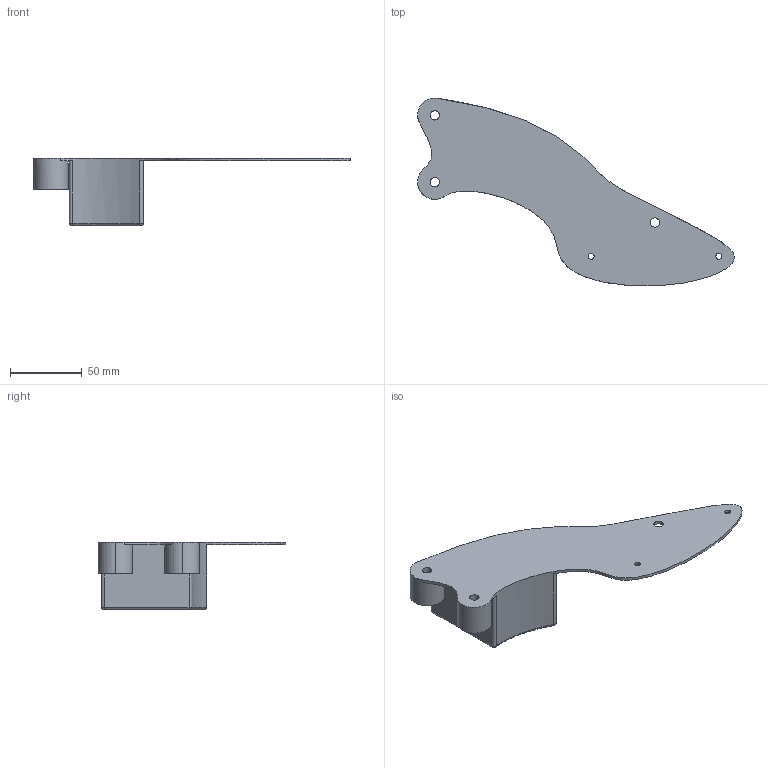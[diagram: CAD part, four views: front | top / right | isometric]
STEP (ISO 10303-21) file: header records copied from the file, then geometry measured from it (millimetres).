
FILE_DESCRIPTION (( 'STEP AP214' ), '1' );
FILE_NAME ('krypton_bracket2.STEP', '2023-06-23T19:14:06', ( '' ), ( '' ), 'SwSTEP 2.0', 'SolidWorks 2022', '' );
FILE_SCHEMA (( 'AUTOMOTIVE_DESIGN' ));
Length unit declared in the file: millimetre
Products named in the file (1): krypton_bracket2
Bounding box: 220.88 x 130.94 x 47.3 mm (x, y, z)
Volume: 155816.1 mm3; surface area: 40634.5 mm2
Topology: 1 solids, 1 shells, 36 faces, 95 edges, 58 vertices
Faces by surface type: cylinder 20, plane 8, bspline 4, sphere 4
Entity records: 1320 total; most frequent: CARTESIAN_POINT 397, DIRECTION 194, ORIENTED_EDGE 180, EDGE_CURVE 90, AXIS2_PLACEMENT_3D 81, VERTEX_POINT 56, CIRCLE 48, EDGE_LOOP 46
